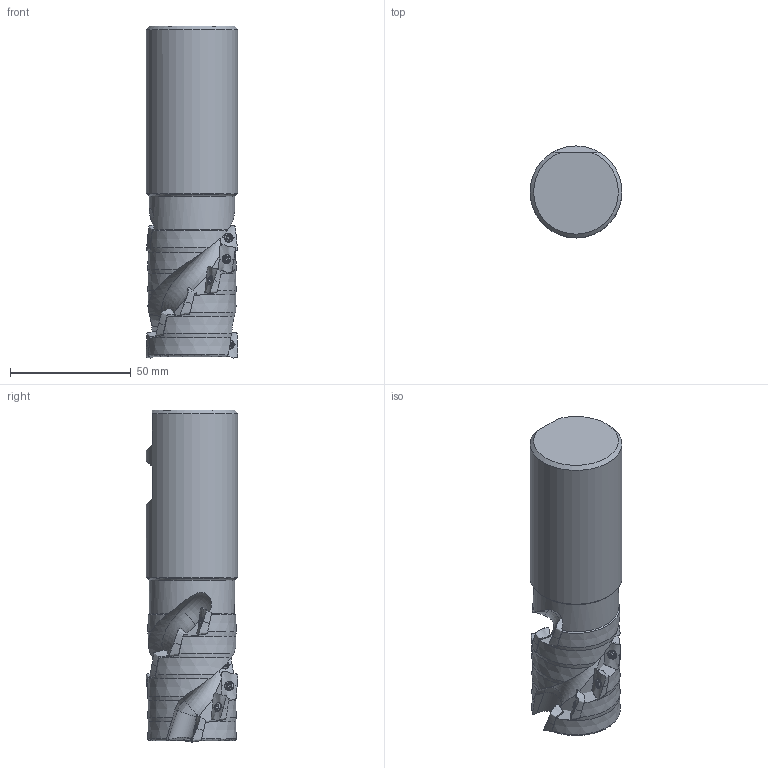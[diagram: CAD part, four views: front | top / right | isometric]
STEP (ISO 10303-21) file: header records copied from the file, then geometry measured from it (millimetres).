
FILE_DESCRIPTION(/* description */ (''),/* implementation_level */ '2;1');
FILE_NAME(/* name */ '1583476347709.stp',/* time_stamp */ '2020-03-06T12:02:45+06:00',/* author */ (''),/* organization */ ('SMS'),/* preprocessor_version */ 'ST-DEVELOPER v16.7',/* originating_system */ 'SIEMENS PLM Software NX 12.0',/* authorisation */ '');
FILE_SCHEMA (('AUTOMOTIVE_DESIGN { 1 0 10303 214 3 1 1 1 }'));
Products named in the file (4): ASSEMBLY_CONSTRUCTION; 201207134mod000_00; 202879632mod000_00; 202879634mod000_00
Assembly tree (14 placements, depth 2):
  202879634mod000_00
    202879632mod000_00
    201207134mod000_00  x12
    ASSEMBLY_CONSTRUCTION
Bounding box: 38.09 x 38.09 x 137.62 mm (x, y, z)
Volume: 132849.4 mm3; surface area: 22673.8 mm2
Topology: 13 solids, 13 shells, 596 faces, 1447 edges, 943 vertices
Faces by surface type: cylinder 187, plane 156, cone 127, bspline 68, torus 42, sphere 12, revolution 4
Full cylindrical faces by diameter (mm): 2.5 x12, 2.8 x12, 3.45 x12, 35.305 x1, 38.092 x1
Entity records: 39321 total; most frequent: CARTESIAN_POINT 29323, ORIENTED_EDGE 2010, DIRECTION 1977, EDGE_CURVE 1005, AXIS2_PLACEMENT_3D 905, VERTEX_POINT 663, EDGE_LOOP 528, ADVANCED_FACE 442
